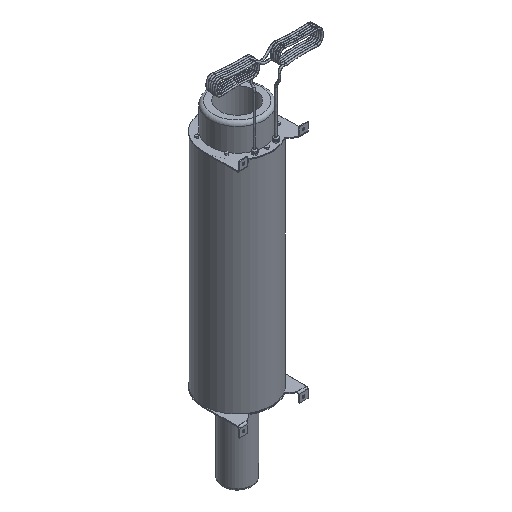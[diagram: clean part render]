
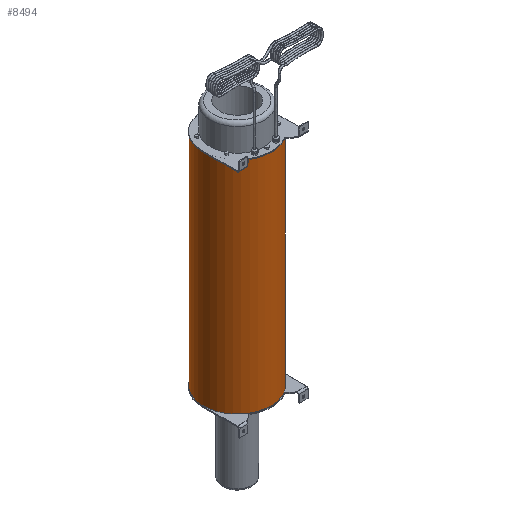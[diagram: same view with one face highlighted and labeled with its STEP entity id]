
A CAD part, isometric view. The second image highlights one B-rep face of the part: STEP entity #8494.
In plain terms, the highlighted cylindrical face has radius 155 mm (diameter 310 mm), a full revolution.
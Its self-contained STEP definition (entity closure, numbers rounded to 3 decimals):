
#218=B_SPLINE_CURVE_WITH_KNOTS($,3,(#13248,#13249,#13250,#13251,#13252,
#13253,#13254,#13255,#13256,#13257),.UNSPECIFIED.,.F.,.F.,(4,2,2,2,4),(1.131,
1.414,1.697,1.98,2.263),
 .UNSPECIFIED.);
#219=B_SPLINE_CURVE_WITH_KNOTS($,3,(#13266,#13267,#13268,#13269,#13270,
#13271,#13272,#13273,#13274,#13275),.UNSPECIFIED.,.F.,.F.,(4,2,2,2,4),(2.263,
2.545,2.828,3.111,3.395),
 .UNSPECIFIED.);
#220=B_SPLINE_CURVE_WITH_KNOTS($,3,(#13286,#13287,#13288,#13289,#13290,
#13291,#13292,#13293,#13294,#13295),.UNSPECIFIED.,.F.,.F.,(4,2,2,2,4),(0.,
0.282,0.564,0.86,1.155),
 .UNSPECIFIED.);
#221=B_SPLINE_CURVE_WITH_KNOTS($,3,(#13302,#13303,#13304,#13305,#13306,
#13307,#13308,#13309,#13310,#13311),.UNSPECIFIED.,.F.,.F.,(4,2,2,2,4),(-1.155,
-0.86,-0.564,-0.282,0.),
 .UNSPECIFIED.);
#628=CYLINDRICAL_SURFACE($,#9059,155.);
#683=FACE_BOUND($,#1491,.T.);
#684=FACE_BOUND($,#1492,.T.);
#973=FACE_OUTER_BOUND($,#1490,.T.);
#1490=EDGE_LOOP($,(#6620));
#1491=EDGE_LOOP($,(#6621));
#1492=EDGE_LOOP($,(#6622,#6623,#6624,#6625,#6626,#6627,#6628,#6629));
#1838=CIRCLE($,#8872,155.);
#1839=CIRCLE($,#8874,155.);
#1886=CIRCLE($,#9060,155.);
#1887=CIRCLE($,#9061,155.);
#2147=LINE($,#13262,#2832);
#2152=LINE($,#13299,#2837);
#2832=VECTOR($,#9699,105.);
#2837=VECTOR($,#9718,105.);
#3565=VERTEX_POINT($,#13245);
#3566=VERTEX_POINT($,#13247);
#3567=VERTEX_POINT($,#13260);
#3568=VERTEX_POINT($,#13264);
#3569=VERTEX_POINT($,#13277);
#3570=VERTEX_POINT($,#13281);
#3571=VERTEX_POINT($,#13285);
#3572=VERTEX_POINT($,#13298);
#3795=VERTEX_POINT($,#15040);
#3796=VERTEX_POINT($,#15042);
#4470=EDGE_CURVE($,#3566,#3565,#218,.T.);
#4473=EDGE_CURVE($,#3565,#3567,#2147,.T.);
#4475=EDGE_CURVE($,#3567,#3568,#219,.T.);
#4477=EDGE_CURVE($,#3568,#3569,#1838,.T.);
#4478=EDGE_CURVE($,#3570,#3566,#1839,.T.);
#4480=EDGE_CURVE($,#3571,#3570,#220,.T.);
#4482=EDGE_CURVE($,#3572,#3571,#2152,.T.);
#4484=EDGE_CURVE($,#3569,#3572,#221,.T.);
#4818=EDGE_CURVE($,#3795,#3795,#1886,.T.);
#4819=EDGE_CURVE($,#3796,#3796,#1887,.T.);
#6620=ORIENTED_EDGE($,*,*,#4818,.F.);
#6621=ORIENTED_EDGE($,*,*,#4819,.F.);
#6622=ORIENTED_EDGE($,*,*,#4470,.T.);
#6623=ORIENTED_EDGE($,*,*,#4473,.T.);
#6624=ORIENTED_EDGE($,*,*,#4475,.T.);
#6625=ORIENTED_EDGE($,*,*,#4477,.T.);
#6626=ORIENTED_EDGE($,*,*,#4484,.T.);
#6627=ORIENTED_EDGE($,*,*,#4482,.T.);
#6628=ORIENTED_EDGE($,*,*,#4480,.T.);
#6629=ORIENTED_EDGE($,*,*,#4478,.T.);
#8494=ADVANCED_FACE($,(#973,#683,#684),#628,.T.);
#8872=AXIS2_PLACEMENT_3D($,#13279,#9706,#9707);
#8874=AXIS2_PLACEMENT_3D($,#13282,#9710,#9711);
#9059=AXIS2_PLACEMENT_3D($,#15039,#10269,#10270);
#9060=AXIS2_PLACEMENT_3D($,#15041,#10271,#10272);
#9061=AXIS2_PLACEMENT_3D($,#15043,#10273,#10274);
#9699=DIRECTION($,(0.,0.,1.));
#9706=DIRECTION('center_axis',(0.,0.,
1.));
#9707=DIRECTION('ref_axis',(1.,0.,0.));
#9710=DIRECTION('center_axis',(0.,0.,
-1.));
#9711=DIRECTION('ref_axis',(1.,0.,0.));
#9718=DIRECTION($,(0.,0.,-1.));
#10269=DIRECTION('center_axis',(0.,0.,-1.));
#10270=DIRECTION('ref_axis',(1.,0.,0.));
#10271=DIRECTION('center_axis',(0.,0.,1.));
#10272=DIRECTION('ref_axis',(1.,0.,0.));
#10273=DIRECTION('center_axis',(0.,0.,-1.));
#10274=DIRECTION('ref_axis',(1.,0.,0.));
#13245=CARTESIAN_POINT('',(17.282,154.034,-540.571));
#13247=CARTESIAN_POINT('',(9.782,154.691,-548.071));
#13248=CARTESIAN_POINT('Ctrl Pts',(9.782,154.691,-548.071));
#13249=CARTESIAN_POINT('Ctrl Pts',(10.725,154.631,-548.071));
#13250=CARTESIAN_POINT('Ctrl Pts',(11.729,154.558,-547.883));
#13251=CARTESIAN_POINT('Ctrl Pts',(13.577,154.407,-547.117));
#13252=CARTESIAN_POINT('Ctrl Pts',(14.42,154.329,-546.54));
#13253=CARTESIAN_POINT('Ctrl Pts',(15.751,154.199,-545.209));
#13254=CARTESIAN_POINT('Ctrl Pts',(16.328,154.138,-544.367));
#13255=CARTESIAN_POINT('Ctrl Pts',(17.094,154.055,-542.519));
#13256=CARTESIAN_POINT('Ctrl Pts',(17.282,154.034,-541.514));
#13257=CARTESIAN_POINT('Ctrl Pts',(17.282,154.034,-540.571));
#13260=CARTESIAN_POINT('',(17.282,154.034,-435.571));
#13262=CARTESIAN_POINT($,(17.282,154.034,0.));
#13264=CARTESIAN_POINT('',(9.782,154.691,-428.071));
#13266=CARTESIAN_POINT('Ctrl Pts',(17.282,154.034,-435.571));
#13267=CARTESIAN_POINT('Ctrl Pts',(17.282,154.034,-434.629));
#13268=CARTESIAN_POINT('Ctrl Pts',(17.094,154.055,-433.625));
#13269=CARTESIAN_POINT('Ctrl Pts',(16.33,154.138,-431.779));
#13270=CARTESIAN_POINT('Ctrl Pts',(15.753,154.199,-430.936));
#13271=CARTESIAN_POINT('Ctrl Pts',(14.423,154.329,-429.604));
#13272=CARTESIAN_POINT('Ctrl Pts',(13.58,154.407,-429.026));
#13273=CARTESIAN_POINT('Ctrl Pts',(11.731,154.558,-428.26));
#13274=CARTESIAN_POINT('Ctrl Pts',(10.725,154.631,-428.071));
#13275=CARTESIAN_POINT('Ctrl Pts',(9.782,154.691,-428.071));
#13277=CARTESIAN_POINT('',(-41.218,149.419,-428.071));
#13279=CARTESIAN_POINT('Origin',(0.,0.,-428.071));
#13281=CARTESIAN_POINT('',(-41.218,149.419,-548.071));
#13282=CARTESIAN_POINT('Origin',(0.,0.,-548.071));
#13285=CARTESIAN_POINT('',(-48.718,147.145,-540.571));
#13286=CARTESIAN_POINT('Ctrl Pts',(-48.718,147.145,-540.571));
#13287=CARTESIAN_POINT('Ctrl Pts',(-48.718,147.145,-541.512));
#13288=CARTESIAN_POINT('Ctrl Pts',(-48.53,147.207,-542.512));
#13289=CARTESIAN_POINT('Ctrl Pts',(-47.776,147.454,-544.342));
#13290=CARTESIAN_POINT('Ctrl Pts',(-47.21,147.637,-545.174));
#13291=CARTESIAN_POINT('Ctrl Pts',(-45.892,148.052,-546.514));
#13292=CARTESIAN_POINT('Ctrl Pts',(-45.041,148.315,-547.102));
#13293=CARTESIAN_POINT('Ctrl Pts',(-43.178,148.868,-547.88));
#13294=CARTESIAN_POINT('Ctrl Pts',(-42.167,149.157,-548.071));
#13295=CARTESIAN_POINT('Ctrl Pts',(-41.218,149.419,-548.071));
#13298=CARTESIAN_POINT('',(-48.718,147.145,-435.571));
#13299=CARTESIAN_POINT($,(-48.718,147.145,0.));
#13302=CARTESIAN_POINT('Ctrl Pts',(-41.218,149.419,-428.071));
#13303=CARTESIAN_POINT('Ctrl Pts',(-42.167,149.157,-428.071));
#13304=CARTESIAN_POINT('Ctrl Pts',(-43.178,148.868,-428.262));
#13305=CARTESIAN_POINT('Ctrl Pts',(-45.041,148.315,-429.04));
#13306=CARTESIAN_POINT('Ctrl Pts',(-45.892,148.052,-429.628));
#13307=CARTESIAN_POINT('Ctrl Pts',(-47.21,147.637,-430.969));
#13308=CARTESIAN_POINT('Ctrl Pts',(-47.776,147.454,-431.8));
#13309=CARTESIAN_POINT('Ctrl Pts',(-48.53,147.207,-433.631));
#13310=CARTESIAN_POINT('Ctrl Pts',(-48.718,147.145,-434.63));
#13311=CARTESIAN_POINT('Ctrl Pts',(-48.718,147.145,-435.571));
#15039=CARTESIAN_POINT('Origin',(0.,0.,0.));
#15040=CARTESIAN_POINT('',(-155.,0.,0.));
#15041=CARTESIAN_POINT('Origin',(0.,0.,0.));
#15042=CARTESIAN_POINT('',(-155.,0.,-1000.));
#15043=CARTESIAN_POINT('Origin',(0.,0.,-1000.));
